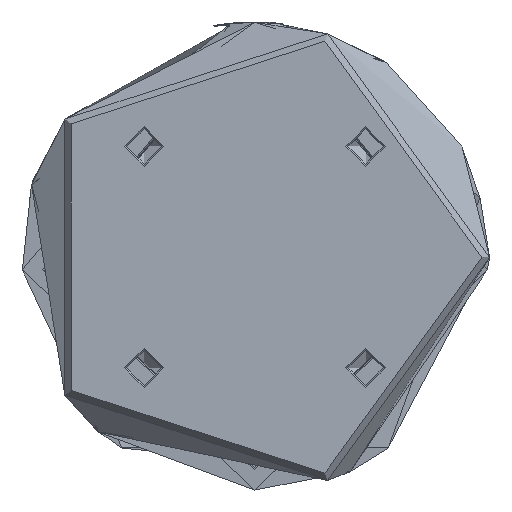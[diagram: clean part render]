
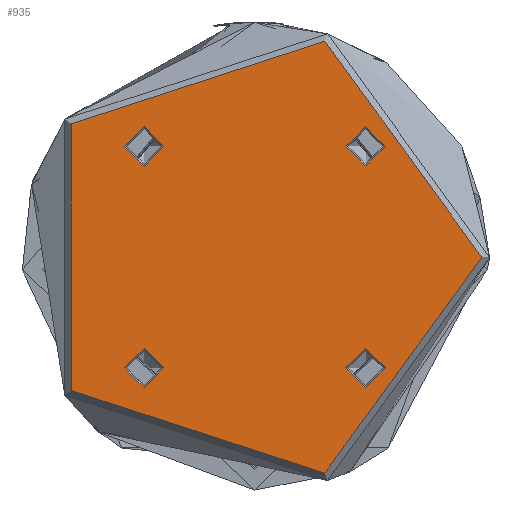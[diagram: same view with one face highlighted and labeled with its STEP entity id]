
A CAD part, front view. The second image highlights one B-rep face of the part: STEP entity #935.
In plain terms, the highlighted face is planar.
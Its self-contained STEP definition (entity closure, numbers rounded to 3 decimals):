
#73 = DIRECTION ( 'NONE',  ( 0., 0., 1. ) ) ;
#150 = VERTEX_POINT ( 'NONE', #3261 ) ;
#154 = DIRECTION ( 'NONE',  ( 1., 0., 0. ) ) ;
#337 = VERTEX_POINT ( 'NONE', #2832 ) ;
#358 = EDGE_CURVE ( 'NONE', #1802, #1802, #4514, .T. ) ;
#492 = EDGE_LOOP ( 'NONE', ( #634 ) ) ;
#505 = EDGE_LOOP ( 'NONE', ( #5172 ) ) ;
#634 = ORIENTED_EDGE ( 'NONE', *, *, #358, .F. ) ;
#671 = CARTESIAN_POINT ( 'NONE',  ( 0., 0., 0. ) ) ;
#699 = AXIS2_PLACEMENT_3D ( 'NONE', #5077, #2592, #154 ) ;
#790 = VERTEX_POINT ( 'NONE', #1560 ) ;
#935 = ADVANCED_FACE ( 'NONE', ( #2350, #2026, #2031, #2095, #2150 ), #4010, .F. ) ;
#1149 = DIRECTION ( 'NONE',  ( 0., 0., 1. ) ) ;
#1158 = AXIS2_PLACEMENT_3D ( 'NONE', #2546, #73, #2968 ) ;
#1165 = CARTESIAN_POINT ( 'NONE',  ( 28.284, -28.284, 0. ) ) ;
#1221 = EDGE_LOOP ( 'NONE', ( #1599 ) ) ;
#1449 = DIRECTION ( 'NONE',  ( 0., 0., -1. ) ) ;
#1485 = AXIS2_PLACEMENT_3D ( 'NONE', #671, #1449, #1501 ) ;
#1501 = DIRECTION ( 'NONE',  ( -1., 0., 0. ) ) ;
#1560 = CARTESIAN_POINT ( 'NONE',  ( 33.309, 28.284, 0. ) ) ;
#1580 = CARTESIAN_POINT ( 'NONE',  ( -23.259, 28.284, 0. ) ) ;
#1581 = DIRECTION ( 'NONE',  ( 1., 0., 0. ) ) ;
#1599 = ORIENTED_EDGE ( 'NONE', *, *, #4124, .F. ) ;
#1693 = CIRCLE ( 'NONE', #4461, 5.025 ) ;
#1802 = VERTEX_POINT ( 'NONE', #4882 ) ;
#1813 = ORIENTED_EDGE ( 'NONE', *, *, #3440, .F. ) ;
#1983 = CIRCLE ( 'NONE', #4817, 5.025 ) ;
#2008 = EDGE_CURVE ( 'NONE', #790, #790, #1693, .T. ) ;
#2023 = CARTESIAN_POINT ( 'NONE',  ( 28.284, 28.284, 0. ) ) ;
#2026 = FACE_BOUND ( 'NONE', #2991, .T. ) ;
#2031 = FACE_BOUND ( 'NONE', #2919, .T. ) ;
#2095 = FACE_BOUND ( 'NONE', #492, .T. ) ;
#2150 = FACE_OUTER_BOUND ( 'NONE', #505, .T. ) ;
#2350 = FACE_BOUND ( 'NONE', #1221, .T. ) ;
#2451 = DIRECTION ( 'NONE',  ( 1., 0., 0. ) ) ;
#2546 = CARTESIAN_POINT ( 'NONE',  ( -28.284, 28.284, 0. ) ) ;
#2592 = DIRECTION ( 'NONE',  ( 0., 0., 1. ) ) ;
#2832 = CARTESIAN_POINT ( 'NONE',  ( 58., 0., 0. ) ) ;
#2919 = EDGE_LOOP ( 'NONE', ( #1813 ) ) ;
#2939 = EDGE_CURVE ( 'NONE', #337, #337, #4018, .T. ) ;
#2968 = DIRECTION ( 'NONE',  ( 1., 0., 0. ) ) ;
#2991 = EDGE_LOOP ( 'NONE', ( #5252 ) ) ;
#3091 = CIRCLE ( 'NONE', #1158, 5.025 ) ;
#3261 = CARTESIAN_POINT ( 'NONE',  ( 33.309, -28.284, 0. ) ) ;
#3440 = EDGE_CURVE ( 'NONE', #150, #150, #1983, .T. ) ;
#3507 = AXIS2_PLACEMENT_3D ( 'NONE', #3653, #1149, #4073 ) ;
#3653 = CARTESIAN_POINT ( 'NONE',  ( 0., 0., 0. ) ) ;
#4010 = PLANE ( 'NONE',  #1485 ) ;
#4018 = CIRCLE ( 'NONE', #3507, 58. ) ;
#4073 = DIRECTION ( 'NONE',  ( 1., 0., 0. ) ) ;
#4091 = DIRECTION ( 'NONE',  ( 0., 0., 1. ) ) ;
#4124 = EDGE_CURVE ( 'NONE', #5312, #5312, #3091, .T. ) ;
#4461 = AXIS2_PLACEMENT_3D ( 'NONE', #2023, #4942, #2451 ) ;
#4514 = CIRCLE ( 'NONE', #699, 5.025 ) ;
#4817 = AXIS2_PLACEMENT_3D ( 'NONE', #1165, #4091, #1581 ) ;
#4882 = CARTESIAN_POINT ( 'NONE',  ( -23.259, -28.284, 0. ) ) ;
#4942 = DIRECTION ( 'NONE',  ( 0., 0., 1. ) ) ;
#5077 = CARTESIAN_POINT ( 'NONE',  ( -28.284, -28.284, 0. ) ) ;
#5172 = ORIENTED_EDGE ( 'NONE', *, *, #2939, .T. ) ;
#5252 = ORIENTED_EDGE ( 'NONE', *, *, #2008, .F. ) ;
#5312 = VERTEX_POINT ( 'NONE', #1580 ) ;
